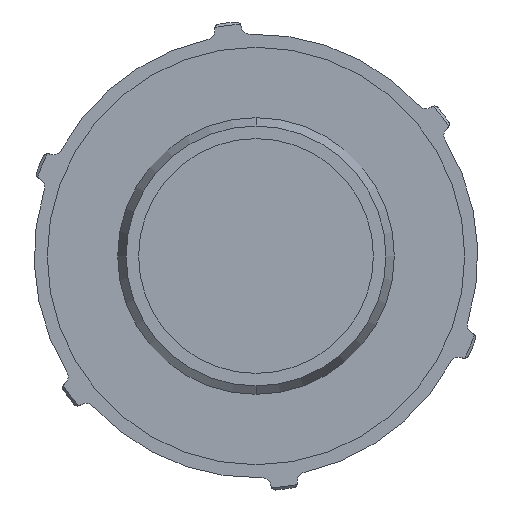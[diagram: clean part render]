
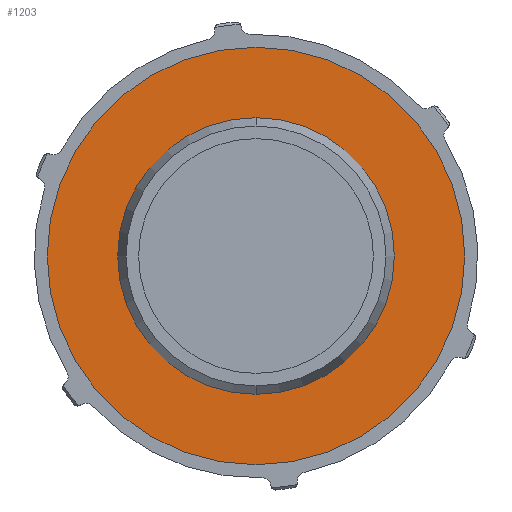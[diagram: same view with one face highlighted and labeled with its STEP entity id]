
A CAD part, front view. The second image highlights one B-rep face of the part: STEP entity #1203.
In plain terms, the highlighted planar face has unit normal (0, -1, 0).
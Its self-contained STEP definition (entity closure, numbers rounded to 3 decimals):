
#7 = VERTEX_POINT ( 'NONE', #1909 ) ;
#146 = AXIS2_PLACEMENT_3D ( 'NONE', #1102, #944, #163 ) ;
#163 = DIRECTION ( 'NONE',  ( 0., 0., 1. ) ) ;
#199 = EDGE_CURVE ( 'NONE', #1307, #1109, #1643, .T. ) ;
#256 = EDGE_CURVE ( 'NONE', #7, #533, #1843, .T. ) ;
#399 = ORIENTED_EDGE ( 'NONE', *, *, #2134, .F. ) ;
#421 = DIRECTION ( 'NONE',  ( 0., 1., 0. ) ) ;
#533 = VERTEX_POINT ( 'NONE', #2376 ) ;
#665 = CARTESIAN_POINT ( 'NONE',  ( 0., 0., 26.5 ) ) ;
#698 = CARTESIAN_POINT ( 'NONE',  ( 0., 0., 0. ) ) ;
#717 = CARTESIAN_POINT ( 'NONE',  ( 0., 0., 0. ) ) ;
#851 = DIRECTION ( 'NONE',  ( 0., 0., -1. ) ) ;
#856 = CARTESIAN_POINT ( 'NONE',  ( 0., 0., -26.5 ) ) ;
#887 = DIRECTION ( 'NONE',  ( 0., 0., 1. ) ) ;
#934 = DIRECTION ( 'NONE',  ( 0., -1., 0. ) ) ;
#944 = DIRECTION ( 'NONE',  ( 0., -1., 0. ) ) ;
#947 = AXIS2_PLACEMENT_3D ( 'NONE', #698, #934, #887 ) ;
#998 = AXIS2_PLACEMENT_3D ( 'NONE', #1057, #1630, #851 ) ;
#1057 = CARTESIAN_POINT ( 'NONE',  ( 0., 0., 0. ) ) ;
#1091 = EDGE_CURVE ( 'NONE', #533, #7, #1863, .T. ) ;
#1102 = CARTESIAN_POINT ( 'NONE',  ( 0., 0., 0. ) ) ;
#1109 = VERTEX_POINT ( 'NONE', #665 ) ;
#1146 = FACE_BOUND ( 'NONE', #1301, .T. ) ;
#1187 = DIRECTION ( 'NONE',  ( 0., 0., 1. ) ) ;
#1203 = ADVANCED_FACE ( 'NONE', ( #1146, #1912 ), #2278, .F. ) ;
#1301 = EDGE_LOOP ( 'NONE', ( #399, #2336 ) ) ;
#1307 = VERTEX_POINT ( 'NONE', #856 ) ;
#1469 = DIRECTION ( 'NONE',  ( 0., 0., -1. ) ) ;
#1484 = EDGE_LOOP ( 'NONE', ( #2366, #1653 ) ) ;
#1525 = CARTESIAN_POINT ( 'NONE',  ( -24.5, 0., 0. ) ) ;
#1630 = DIRECTION ( 'NONE',  ( 0., -1., 0. ) ) ;
#1643 = CIRCLE ( 'NONE', #146, 26.5 ) ;
#1653 = ORIENTED_EDGE ( 'NONE', *, *, #256, .T. ) ;
#1843 = CIRCLE ( 'NONE', #1885, 40. ) ;
#1863 = CIRCLE ( 'NONE', #998, 40. ) ;
#1885 = AXIS2_PLACEMENT_3D ( 'NONE', #717, #2249, #1469 ) ;
#1909 = CARTESIAN_POINT ( 'NONE',  ( 0., 0., 40. ) ) ;
#1912 = FACE_OUTER_BOUND ( 'NONE', #1484, .T. ) ;
#1979 = AXIS2_PLACEMENT_3D ( 'NONE', #1525, #421, #1187 ) ;
#2134 = EDGE_CURVE ( 'NONE', #1109, #1307, #2192, .T. ) ;
#2192 = CIRCLE ( 'NONE', #947, 26.5 ) ;
#2249 = DIRECTION ( 'NONE',  ( 0., -1., 0. ) ) ;
#2278 = PLANE ( 'NONE',  #1979 ) ;
#2336 = ORIENTED_EDGE ( 'NONE', *, *, #199, .F. ) ;
#2366 = ORIENTED_EDGE ( 'NONE', *, *, #1091, .T. ) ;
#2376 = CARTESIAN_POINT ( 'NONE',  ( 0., 0., -40. ) ) ;
